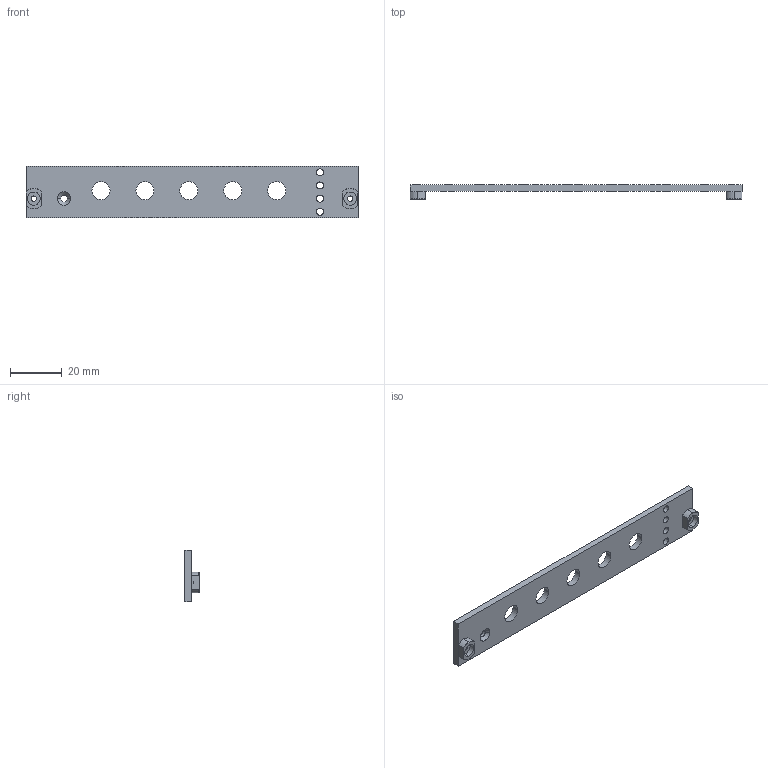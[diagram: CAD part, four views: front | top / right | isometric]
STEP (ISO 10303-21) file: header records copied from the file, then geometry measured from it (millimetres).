
FILE_DESCRIPTION(('STEP AP214'),'1');
FILE_NAME('Frontplatte_RF_Splitter.stp','2023-12-18T12:49:40',('s084a'),(' '),'Spatial InterOp 3D','CST ACIS InterOp Converter 2021',' ');
FILE_SCHEMA(('AUTOMOTIVE_DESIGN { 1 0 10303 214 1 1 1 1 }'));
Length unit declared in the file: millimetre
Products named in the file (1): tfp_kg_vs1_3_4_mn2_gedreht/001012378|K_X_F6rper1
Bounding box: 128.4 x 5.5 x 20 mm (x, y, z)
Volume: 5957.8 mm3; surface area: 6249.5 mm2
Topology: 3 solids, 3 shells, 130 faces, 352 edges, 234 vertices
Faces by surface type: cylinder 48, plane 40, torus 32, cone 10
Entity records: 4836 total; most frequent: CARTESIAN_POINT 1455, ORIENTED_EDGE 704, DIRECTION 692, EDGE_CURVE 352, AXIS2_PLACEMENT_3D 279, VERTEX_POINT 234, EDGE_LOOP 164, CIRCLE 146
